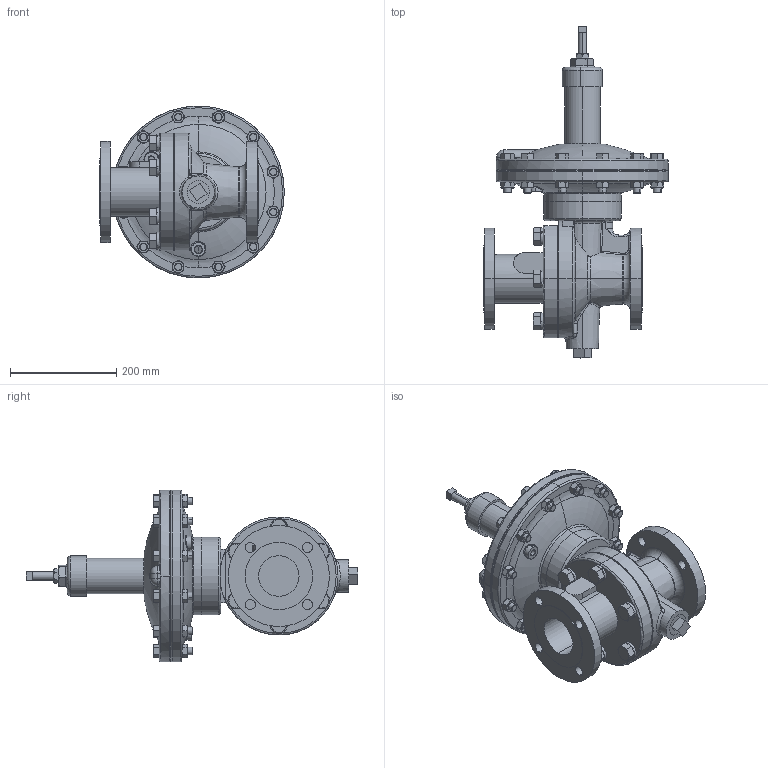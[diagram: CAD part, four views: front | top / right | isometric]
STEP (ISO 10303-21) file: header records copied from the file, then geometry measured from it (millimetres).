
FILE_DESCRIPTION (( 'STEP AP203' ), '1' );
FILE_NAME ('60-300-ALL-I5.STEP', '2017-07-21T13:36:05', ( '' ), ( '' ), 'SwSTEP 2.0', 'SolidWorks 2014', '' );
FILE_SCHEMA (( 'CONFIG_CONTROL_DESIGN' ));
Length unit declared in the file: inch
Products named in the file (2): 60-300-ALL-I5
Bounding box: 347.68 x 625.28 x 323.85 mm (x, y, z)
Volume: 11491604.4 mm3; surface area: 732721.7 mm2
Topology: 1 solids, 1 shells, 991 faces, 2398 edges, 1443 vertices
Faces by surface type: plane 384, cone 349, cylinder 181, torus 46, bspline 27, sphere 4
Entity records: 34658 total; most frequent: CARTESIAN_POINT 12283, ORIENTED_EDGE 4788, DIRECTION 4475, EDGE_CURVE 2394, AXIS2_PLACEMENT_3D 1860, VERTEX_POINT 1443, EDGE_LOOP 1081, ADVANCED_FACE 991
